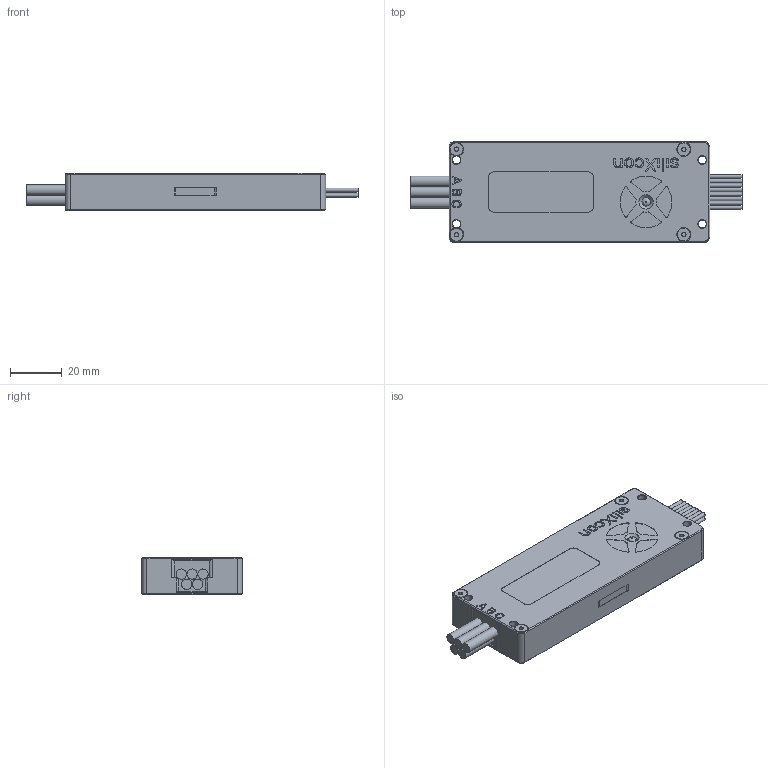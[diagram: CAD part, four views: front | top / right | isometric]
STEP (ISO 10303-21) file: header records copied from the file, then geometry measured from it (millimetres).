
FILE_DESCRIPTION(/* description */ (''),/* implementation_level */ '2;1');
FILE_NAME(/* name */ 'AM-controller_assembly.step',/* time_stamp */ '2024-05-13T15:09:10+02:00',/* author */ (''),/* organization */ (''),/* preprocessor_version */ 'ST-DEVELOPER v20',/* originating_system */ 'Autodesk Translation Framework v12.20.1.177',/* authorisation */ '');
FILE_SCHEMA (('AUTOMOTIVE_DESIGN { 1 0 10303 214 3 1 1 }'));
Length unit declared in the file: millimetre
Products named in the file (5): AM-controller_assembly-rev_3; AM-controller; Power wires; Signal wires; Stitek
Assembly tree (4 placements, depth 2):
  AM-controller_assembly-rev_3
    AM-controller
    Power wires
    Signal wires
    Stitek
Bounding box: 128.4 x 38.9 x 14.5 mm (x, y, z)
Volume: 59213.6 mm3; surface area: 18574.3 mm2
Topology: 23 solids, 35 shells, 730 faces, 1818 edges, 1187 vertices
Faces by surface type: bspline 285, plane 260, cylinder 140, cone 45
Full cylindrical faces by diameter (mm): 1.5 x16, 1.917 x8, 2.43 x4, 2.5 x4, 2.8 x1, 2.9 x1, 3.1 x4, 3.332 x4, 4 x5, 5 x4
Entity records: 35118 total; most frequent: CARTESIAN_POINT 19452, ORIENTED_EDGE 3636, DIRECTION 2358, EDGE_CURVE 1818, VERTEX_POINT 1187, LINE 838, VECTOR 838, EDGE_LOOP 775
